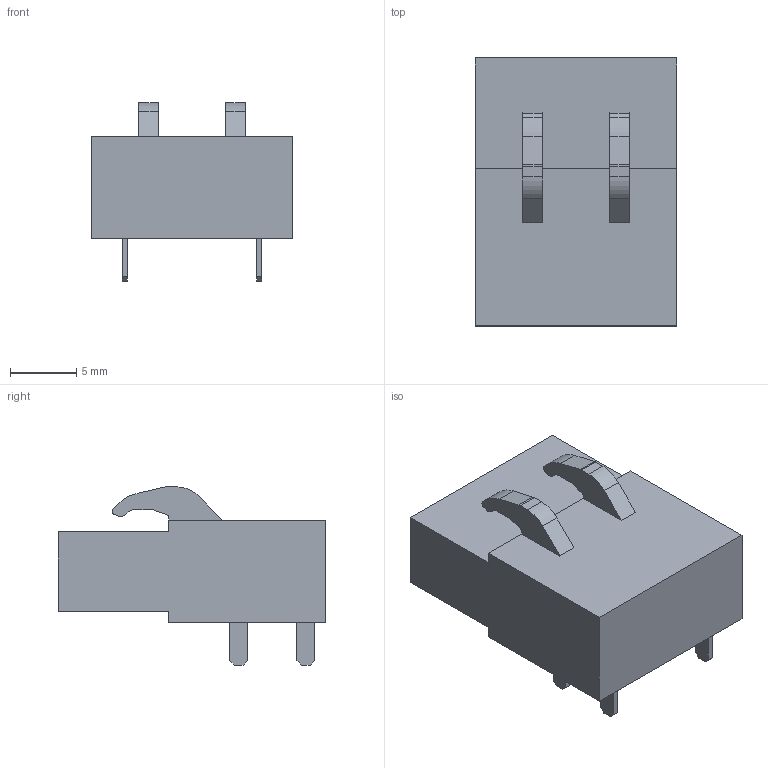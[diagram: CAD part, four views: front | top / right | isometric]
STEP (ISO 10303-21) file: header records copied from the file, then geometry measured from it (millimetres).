
FILE_DESCRIPTION(('CATIA V5 STEP Exchange','CAx-IF Rec.Pracs.--- Model Styling and Organization---1.4--- 2014-01-23'),'2;1');
FILE_NAME ('212648-1_0', '2021-05-17T07:09:24+00:00', ('none'), ('Weidmueller'), 'CATIA Version 5-6 Release 2016 SP3 HF44', 'CATIA V5 STEP AP214', 'none');
FILE_SCHEMA(('AUTOMOTIVE_DESIGN { 1 0 10303 214 1 1 1 1 }'));
Length unit declared in the file: millimetre
Products named in the file (1): 1368250000
Bounding box: 15.24 x 20.25 x 13.48 mm (x, y, z)
Volume: 2172 mm3; surface area: 1321.4 mm2
Topology: 5 solids, 5 shells, 117 faces, 288 edges, 192 vertices
Faces by surface type: plane 97, cylinder 14, cone 6
Entity records: 3475 total; most frequent: CARTESIAN_POINT 777, ORIENTED_EDGE 576, DIRECTION 444, EDGE_CURVE 288, VECTOR 248, LINE 248, VERTEX_POINT 192, EDGE_LOOP 128
